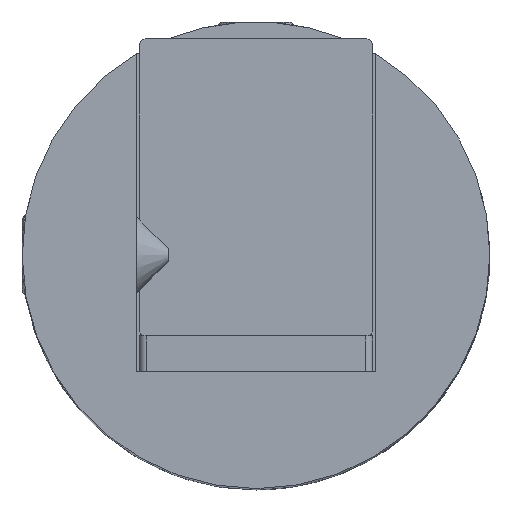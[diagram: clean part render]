
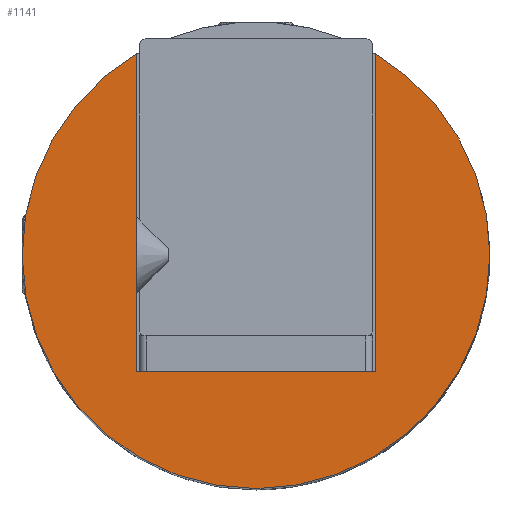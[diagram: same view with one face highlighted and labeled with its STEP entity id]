
A CAD part, top view. The second image highlights one B-rep face of the part: STEP entity #1141.
In plain terms, the highlighted planar face has unit normal (0, 0, 1).
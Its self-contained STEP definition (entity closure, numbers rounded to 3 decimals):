
#515 = LINE ( 'NONE', #19708, #789 ) ;
#789 = VECTOR ( 'NONE', #18215, 1000. ) ;
#1141 = ADVANCED_FACE ( 'NONE', ( #12939 ), #4339, .T. ) ;
#2257 = VERTEX_POINT ( 'NONE', #11064 ) ;
#2746 = DIRECTION ( 'NONE',  ( 0., 0., 1. ) ) ;
#2798 = CARTESIAN_POINT ( 'NONE',  ( -8.15, 13.769, 0. ) ) ;
#3028 = EDGE_CURVE ( 'NONE', #18394, #17468, #11144, .T. ) ;
#3472 = CIRCLE ( 'NONE', #3801, 16. ) ;
#3801 = AXIS2_PLACEMENT_3D ( 'NONE', #3819, #18637, #17758 ) ;
#3819 = CARTESIAN_POINT ( 'NONE',  ( 0., 0., 0. ) ) ;
#4339 = PLANE ( 'NONE',  #11554 ) ;
#4571 = EDGE_CURVE ( 'NONE', #18394, #2257, #3472, .T. ) ;
#4975 = EDGE_LOOP ( 'NONE', ( #11569, #13994, #14650, #12616 ) ) ;
#5032 = EDGE_CURVE ( 'NONE', #17468, #20421, #515, .T. ) ;
#5218 = DIRECTION ( 'NONE',  ( 0., 1., 0. ) ) ;
#6140 = CARTESIAN_POINT ( 'NONE',  ( 8.15, -8., 0. ) ) ;
#7887 = LINE ( 'NONE', #10036, #11090 ) ;
#10036 = CARTESIAN_POINT ( 'NONE',  ( 8.15, 0., 0. ) ) ;
#11064 = CARTESIAN_POINT ( 'NONE',  ( 8.15, 13.769, 0. ) ) ;
#11090 = VECTOR ( 'NONE', #5218, 1000. ) ;
#11144 = LINE ( 'NONE', #11347, #17355 ) ;
#11347 = CARTESIAN_POINT ( 'NONE',  ( -8.15, 0., 0. ) ) ;
#11554 = AXIS2_PLACEMENT_3D ( 'NONE', #16721, #2746, #18378 ) ;
#11569 = ORIENTED_EDGE ( 'NONE', *, *, #3028, .F. ) ;
#12616 = ORIENTED_EDGE ( 'NONE', *, *, #5032, .F. ) ;
#12802 = DIRECTION ( 'NONE',  ( 0., -1., 0. ) ) ;
#12939 = FACE_OUTER_BOUND ( 'NONE', #4975, .T. ) ;
#13994 = ORIENTED_EDGE ( 'NONE', *, *, #4571, .T. ) ;
#14650 = ORIENTED_EDGE ( 'NONE', *, *, #17030, .F. ) ;
#16721 = CARTESIAN_POINT ( 'NONE',  ( 0., 0., 0. ) ) ;
#17030 = EDGE_CURVE ( 'NONE', #20421, #2257, #7887, .T. ) ;
#17355 = VECTOR ( 'NONE', #12802, 1000. ) ;
#17468 = VERTEX_POINT ( 'NONE', #19187 ) ;
#17758 = DIRECTION ( 'NONE',  ( 1., 0., 0. ) ) ;
#18215 = DIRECTION ( 'NONE',  ( 1., 0., 0. ) ) ;
#18378 = DIRECTION ( 'NONE',  ( 1., 0., 0. ) ) ;
#18394 = VERTEX_POINT ( 'NONE', #2798 ) ;
#18637 = DIRECTION ( 'NONE',  ( 0., 0., 1. ) ) ;
#19187 = CARTESIAN_POINT ( 'NONE',  ( -8.15, -8., 0. ) ) ;
#19708 = CARTESIAN_POINT ( 'NONE',  ( 0., -8., 0. ) ) ;
#20421 = VERTEX_POINT ( 'NONE', #6140 ) ;
